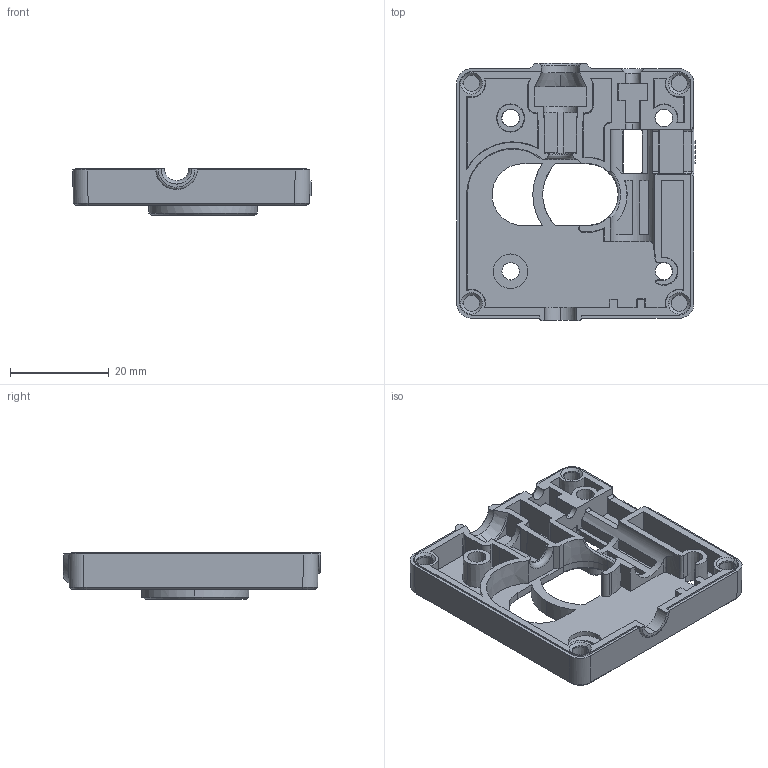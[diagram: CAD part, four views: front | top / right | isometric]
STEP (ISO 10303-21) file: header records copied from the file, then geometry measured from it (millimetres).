
FILE_DESCRIPTION (( 'STEP AP214' ), '1' );
FILE_NAME ('1259-G.STEP', '2015-10-13T07:30:04', ( '' ), ( '' ), 'SwSTEP 2.0', 'SolidWorks 2015', '' );
FILE_SCHEMA (( 'AUTOMOTIVE_DESIGN' ));
Length unit declared in the file: millimetre
Products named in the file (1): 1259-G
Bounding box: 48.25 x 52.02 x 9.5 mm (x, y, z)
Volume: 7899.6 mm3; surface area: 9042.1 mm2
Topology: 1 solids, 1 shells, 388 faces, 1033 edges, 658 vertices
Faces by surface type: plane 217, cone 98, bspline 42, cylinder 31
Entity records: 14502 total; most frequent: CARTESIAN_POINT 5450, ORIENTED_EDGE 2066, DIRECTION 1609, EDGE_CURVE 1033, VERTEX_POINT 658, VECTOR 595, LINE 595, AXIS2_PLACEMENT_3D 507
